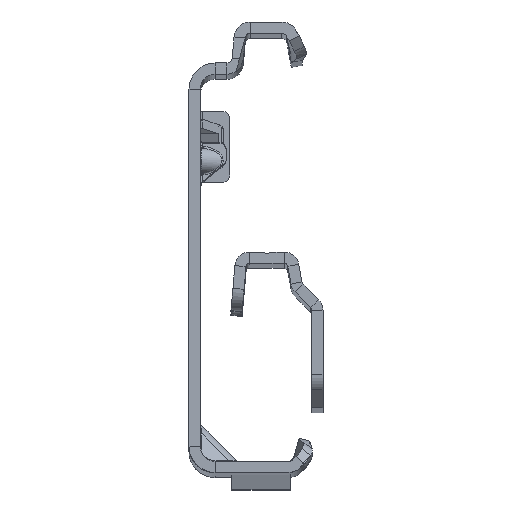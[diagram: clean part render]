
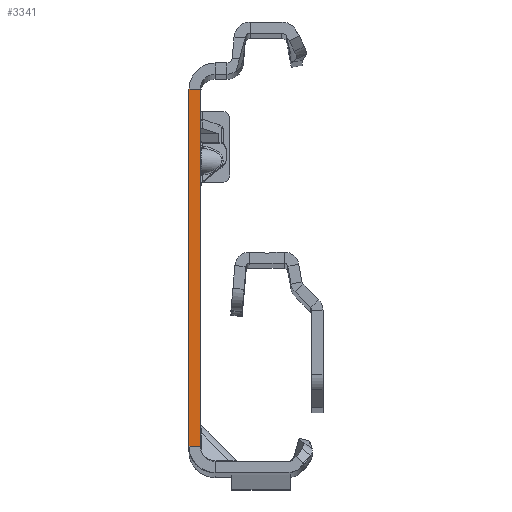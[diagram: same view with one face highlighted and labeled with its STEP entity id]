
A CAD part, top view. The second image highlights one B-rep face of the part: STEP entity #3341.
In plain terms, the highlighted planar face has unit normal (0, 0, 1).
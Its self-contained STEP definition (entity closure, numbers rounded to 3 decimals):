
#207 = CARTESIAN_POINT ( 'NONE',  ( -1.5, -27.865, 0. ) ) ;
#969 = VERTEX_POINT ( 'NONE', #10252 ) ;
#1077 = CARTESIAN_POINT ( 'NONE',  ( -1.5, 22.135, 0. ) ) ;
#1259 = VECTOR ( 'NONE', #2960, 1000. ) ;
#1405 = FACE_OUTER_BOUND ( 'NONE', #11937, .T. ) ;
#1785 = CARTESIAN_POINT ( 'NONE',  ( 0., 22.135, 0. ) ) ;
#2143 = EDGE_CURVE ( 'NONE', #11399, #5520, #8097, .T. ) ;
#2294 = VECTOR ( 'NONE', #3188, 1000. ) ;
#2960 = DIRECTION ( 'NONE',  ( 0., -1., 0. ) ) ;
#3188 = DIRECTION ( 'NONE',  ( -1., 0., 0. ) ) ;
#3341 = ADVANCED_FACE ( 'NONE', ( #1405 ), #11970, .T. ) ;
#3449 = CARTESIAN_POINT ( 'NONE',  ( 0., -25.865, 0. ) ) ;
#4148 = CARTESIAN_POINT ( 'NONE',  ( 0., -27.865, 0. ) ) ;
#4260 = ORIENTED_EDGE ( 'NONE', *, *, #12478, .F. ) ;
#5520 = VERTEX_POINT ( 'NONE', #14744 ) ;
#5666 = CARTESIAN_POINT ( 'NONE',  ( -1.5, -27.865, 0. ) ) ;
#6441 = DIRECTION ( 'NONE',  ( -1., 0., 0. ) ) ;
#6589 = LINE ( 'NONE', #1785, #2294 ) ;
#6804 = LINE ( 'NONE', #4148, #1259 ) ;
#7233 = LINE ( 'NONE', #10148, #11102 ) ;
#7305 = DIRECTION ( 'NONE',  ( 0., 0., 1. ) ) ;
#7867 = DIRECTION ( 'NONE',  ( 0., -1., 0. ) ) ;
#8097 = LINE ( 'NONE', #5666, #11868 ) ;
#9257 = AXIS2_PLACEMENT_3D ( 'NONE', #207, #7305, #13152 ) ;
#9513 = ORIENTED_EDGE ( 'NONE', *, *, #11580, .T. ) ;
#9684 = ORIENTED_EDGE ( 'NONE', *, *, #10634, .F. ) ;
#10148 = CARTESIAN_POINT ( 'NONE',  ( 0., -25.865, 0. ) ) ;
#10252 = CARTESIAN_POINT ( 'NONE',  ( 0., 22.135, 0. ) ) ;
#10634 = EDGE_CURVE ( 'NONE', #969, #13356, #6804, .T. ) ;
#11102 = VECTOR ( 'NONE', #6441, 1000. ) ;
#11399 = VERTEX_POINT ( 'NONE', #1077 ) ;
#11580 = EDGE_CURVE ( 'NONE', #969, #11399, #6589, .T. ) ;
#11868 = VECTOR ( 'NONE', #7867, 1000. ) ;
#11937 = EDGE_LOOP ( 'NONE', ( #9684, #9513, #14080, #4260 ) ) ;
#11970 = PLANE ( 'NONE',  #9257 ) ;
#12478 = EDGE_CURVE ( 'NONE', #13356, #5520, #7233, .T. ) ;
#13152 = DIRECTION ( 'NONE',  ( 1., 0., 0. ) ) ;
#13356 = VERTEX_POINT ( 'NONE', #3449 ) ;
#14080 = ORIENTED_EDGE ( 'NONE', *, *, #2143, .T. ) ;
#14744 = CARTESIAN_POINT ( 'NONE',  ( -1.5, -25.865, 0. ) ) ;
